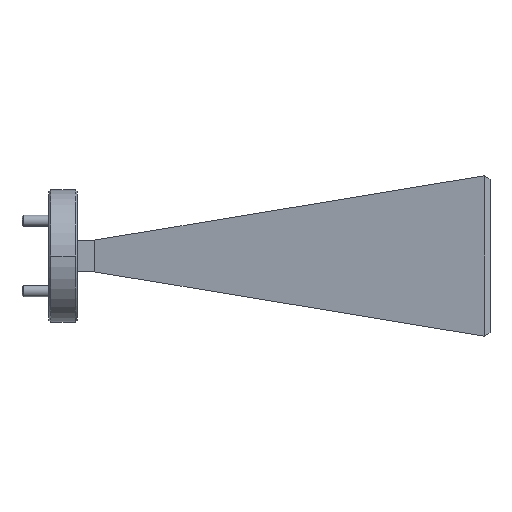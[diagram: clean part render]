
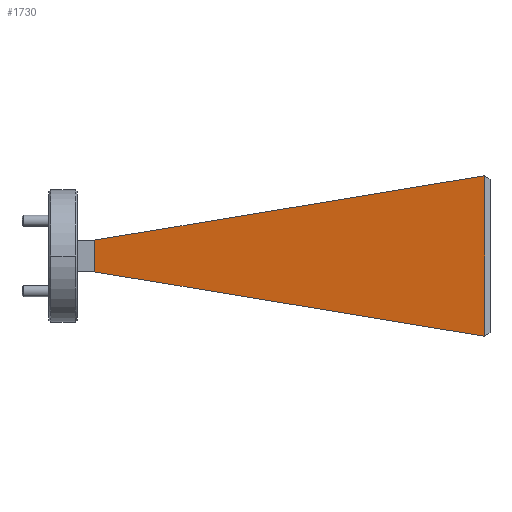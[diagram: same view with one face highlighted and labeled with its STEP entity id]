
A CAD part, front view. The second image highlights one B-rep face of the part: STEP entity #1730.
In plain terms, the highlighted planar face has unit normal (-0.135, -0.991, 0).
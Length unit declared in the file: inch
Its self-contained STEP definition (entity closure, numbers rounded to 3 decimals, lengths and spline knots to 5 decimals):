
#2 = ORIENTED_EDGE ( 'NONE', *, *, #2314, .T. ) ;
#28 = VERTEX_POINT ( 'NONE', #717 ) ;
#143 = DIRECTION ( 'NONE',  ( -0.135, -0.991, 0. ) ) ;
#357 = FACE_OUTER_BOUND ( 'NONE', #975, .T. ) ;
#375 = AXIS2_PLACEMENT_3D ( 'NONE', #1304, #143, #1150 ) ;
#614 = CARTESIAN_POINT ( 'NONE',  ( -1.3447, 0.2294, 1.41857 ) ) ;
#630 = EDGE_CURVE ( 'NONE', #28, #2057, #1840, .T. ) ;
#717 = CARTESIAN_POINT ( 'NONE',  ( -1.37443, 0.23345, 1.41366 ) ) ;
#755 = ORIENTED_EDGE ( 'NONE', *, *, #630, .T. ) ;
#862 = LINE ( 'NONE', #886, #1597 ) ;
#886 = CARTESIAN_POINT ( 'NONE',  ( -1.3447, 0.2294, 0.49857 ) ) ;
#934 = PLANE ( 'NONE',  #375 ) ;
#938 = VERTEX_POINT ( 'NONE', #1372 ) ;
#947 = CARTESIAN_POINT ( 'NONE',  ( -3.5847, 0.5344, 0.95857 ) ) ;
#975 = EDGE_LOOP ( 'NONE', ( #1055, #2, #755, #2452 ) ) ;
#1036 = VERTEX_POINT ( 'NONE', #1138 ) ;
#1055 = ORIENTED_EDGE ( 'NONE', *, *, #1937, .F. ) ;
#1138 = CARTESIAN_POINT ( 'NONE',  ( -1.37443, 0.23345, 0.50348 ) ) ;
#1150 = DIRECTION ( 'NONE',  ( 0.991, -0.135, 0. ) ) ;
#1174 = LINE ( 'NONE', #947, #1684 ) ;
#1232 = DIRECTION ( 'NONE',  ( 0., 0., 1. ) ) ;
#1304 = CARTESIAN_POINT ( 'NONE',  ( -1.78098, 0.28881, 0.95857 ) ) ;
#1372 = CARTESIAN_POINT ( 'NONE',  ( -3.5847, 0.5344, 0.86857 ) ) ;
#1445 = CARTESIAN_POINT ( 'NONE',  ( -1.37443, 0.23345, 1.41857 ) ) ;
#1464 = EDGE_CURVE ( 'NONE', #2057, #938, #1174, .T. ) ;
#1597 = VECTOR ( 'NONE', #2505, 39.37008 ) ;
#1684 = VECTOR ( 'NONE', #2168, 39.37008 ) ;
#1730 = ADVANCED_FACE ( 'NONE', ( #357 ), #934, .T. ) ;
#1768 = VECTOR ( 'NONE', #1232, 39.37008 ) ;
#1840 = LINE ( 'NONE', #614, #1874 ) ;
#1874 = VECTOR ( 'NONE', #2074, 39.37008 ) ;
#1937 = EDGE_CURVE ( 'NONE', #1036, #938, #862, .T. ) ;
#2016 = LINE ( 'NONE', #1445, #1768 ) ;
#2057 = VERTEX_POINT ( 'NONE', #2316 ) ;
#2074 = DIRECTION ( 'NONE',  ( -0.978, 0.133, -0.162 ) ) ;
#2168 = DIRECTION ( 'NONE',  ( 0., 0., -1. ) ) ;
#2314 = EDGE_CURVE ( 'NONE', #1036, #28, #2016, .T. ) ;
#2316 = CARTESIAN_POINT ( 'NONE',  ( -3.5847, 0.5344, 1.04857 ) ) ;
#2452 = ORIENTED_EDGE ( 'NONE', *, *, #1464, .T. ) ;
#2505 = DIRECTION ( 'NONE',  ( -0.978, 0.133, 0.162 ) ) ;
